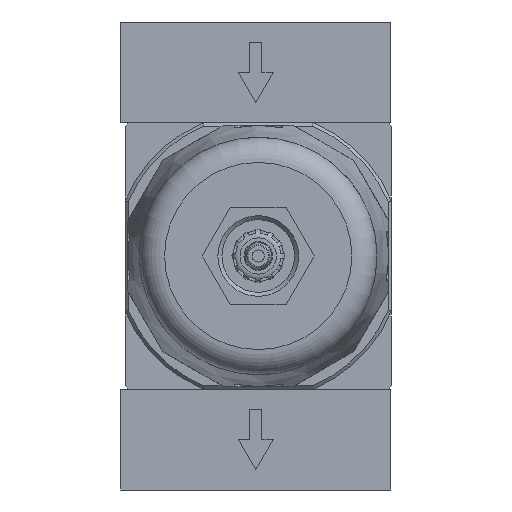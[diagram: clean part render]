
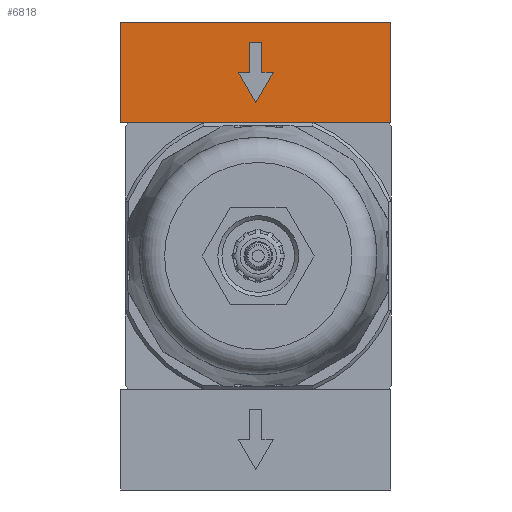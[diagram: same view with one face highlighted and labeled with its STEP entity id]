
A CAD part, front view. The second image highlights one B-rep face of the part: STEP entity #6818.
In plain terms, the highlighted face is planar.
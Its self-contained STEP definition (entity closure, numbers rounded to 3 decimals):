
#1712=ORIENTED_EDGE('',*,*,#2676,.F.);
#1713=ORIENTED_EDGE('',*,*,#2677,.F.);
#1714=ORIENTED_EDGE('',*,*,#2678,.F.);
#1715=ORIENTED_EDGE('',*,*,#2679,.F.);
#1716=ORIENTED_EDGE('',*,*,#2680,.F.);
#1717=ORIENTED_EDGE('',*,*,#2681,.F.);
#1718=ORIENTED_EDGE('',*,*,#2682,.F.);
#1719=ORIENTED_EDGE('',*,*,#2683,.F.);
#1720=ORIENTED_EDGE('',*,*,#2675,.F.);
#1721=ORIENTED_EDGE('',*,*,#2684,.T.);
#1722=ORIENTED_EDGE('',*,*,#2685,.T.);
#2675=EDGE_CURVE('',#3267,#3265,#3665,.T.);
#2676=EDGE_CURVE('',#3268,#3269,#3666,.T.);
#2677=EDGE_CURVE('',#3270,#3268,#3667,.T.);
#2678=EDGE_CURVE('',#3271,#3270,#3668,.T.);
#2679=EDGE_CURVE('',#3272,#3271,#3669,.T.);
#2680=EDGE_CURVE('',#3273,#3272,#3670,.T.);
#2681=EDGE_CURVE('',#3274,#3273,#3671,.T.);
#2682=EDGE_CURVE('',#3269,#3274,#3672,.T.);
#2683=EDGE_CURVE('',#3265,#3275,#3673,.T.);
#2684=EDGE_CURVE('',#3267,#3276,#3674,.T.);
#2685=EDGE_CURVE('',#3276,#3275,#3675,.T.);
#3265=VERTEX_POINT('',#10800);
#3267=VERTEX_POINT('',#10804);
#3268=VERTEX_POINT('',#10808);
#3269=VERTEX_POINT('',#10809);
#3270=VERTEX_POINT('',#10811);
#3271=VERTEX_POINT('',#10813);
#3272=VERTEX_POINT('',#10815);
#3273=VERTEX_POINT('',#10817);
#3274=VERTEX_POINT('',#10819);
#3275=VERTEX_POINT('',#10822);
#3276=VERTEX_POINT('',#10824);
#3665=LINE('',#10805,#4011);
#3666=LINE('',#10807,#4012);
#3667=LINE('',#10810,#4013);
#3668=LINE('',#10812,#4014);
#3669=LINE('',#10814,#4015);
#3670=LINE('',#10816,#4016);
#3671=LINE('',#10818,#4017);
#3672=LINE('',#10820,#4018);
#3673=LINE('',#10821,#4019);
#3674=LINE('',#10823,#4020);
#3675=LINE('',#10825,#4021);
#4011=VECTOR('',#8653,1000.);
#4012=VECTOR('',#8656,1000.);
#4013=VECTOR('',#8657,1000.);
#4014=VECTOR('',#8658,1000.);
#4015=VECTOR('',#8659,1000.);
#4016=VECTOR('',#8660,1000.);
#4017=VECTOR('',#8661,1000.);
#4018=VECTOR('',#8662,1000.);
#4019=VECTOR('',#8663,1000.);
#4020=VECTOR('',#8664,1000.);
#4021=VECTOR('',#8665,1000.);
#4467=EDGE_LOOP('',(#1712,#1713,#1714,#1715,#1716,#1717,#1718));
#4468=EDGE_LOOP('',(#1719,#1720,#1721,#1722));
#4968=FACE_BOUND('',#4467,.T.);
#4969=FACE_BOUND('',#4468,.T.);
#5235=PLANE('',#7369);
#6818=ADVANCED_FACE('',(#4968,#4969),#5235,.T.);
#7369=AXIS2_PLACEMENT_3D('',#10806,#8654,#8655);
#8653=DIRECTION('',(0.,1.,0.));
#8654=DIRECTION('',(0.,0.,1.));
#8655=DIRECTION('',(1.,0.,0.));
#8656=DIRECTION('',(-1.,0.,0.));
#8657=DIRECTION('',(0.,-1.,0.));
#8658=DIRECTION('',(-1.,0.,0.));
#8659=DIRECTION('',(0.,1.,0.));
#8660=DIRECTION('',(-1.,0.,0.));
#8661=DIRECTION('',(0.5,0.866,0.));
#8662=DIRECTION('',(0.5,-0.866,0.));
#8663=DIRECTION('',(1.,0.,0.));
#8664=DIRECTION('',(1.,0.,0.));
#8665=DIRECTION('',(0.,1.,0.));
#10800=CARTESIAN_POINT('',(-33.5,25.,20.));
#10804=CARTESIAN_POINT('',(-33.5,0.,20.));
#10805=CARTESIAN_POINT('',(-33.5,0.,20.));
#10806=CARTESIAN_POINT('',(-33.5,0.,20.));
#10807=CARTESIAN_POINT('',(-1.5,12.5,20.));
#10808=CARTESIAN_POINT('',(-1.5,12.5,20.));
#10809=CARTESIAN_POINT('',(-4.33,12.5,20.));
#10810=CARTESIAN_POINT('',(-1.5,20.,20.));
#10811=CARTESIAN_POINT('',(-1.5,20.,20.));
#10812=CARTESIAN_POINT('',(1.5,20.,20.));
#10813=CARTESIAN_POINT('',(1.5,20.,20.));
#10814=CARTESIAN_POINT('',(1.5,12.5,20.));
#10815=CARTESIAN_POINT('',(1.5,12.5,20.));
#10816=CARTESIAN_POINT('',(4.33,12.5,20.));
#10817=CARTESIAN_POINT('',(4.33,12.5,20.));
#10818=CARTESIAN_POINT('',(0.,5.,20.));
#10819=CARTESIAN_POINT('',(0.,5.,20.));
#10820=CARTESIAN_POINT('',(-4.33,12.5,20.));
#10821=CARTESIAN_POINT('',(-33.5,25.,20.));
#10822=CARTESIAN_POINT('',(33.5,25.,20.));
#10823=CARTESIAN_POINT('',(-33.5,0.,20.));
#10824=CARTESIAN_POINT('',(33.5,0.,20.));
#10825=CARTESIAN_POINT('',(33.5,0.,20.));
